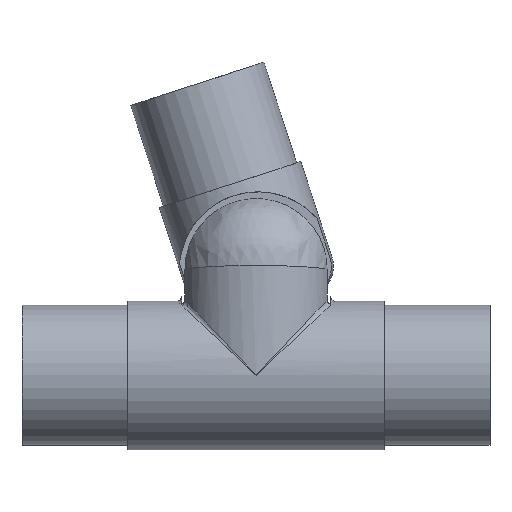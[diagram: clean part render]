
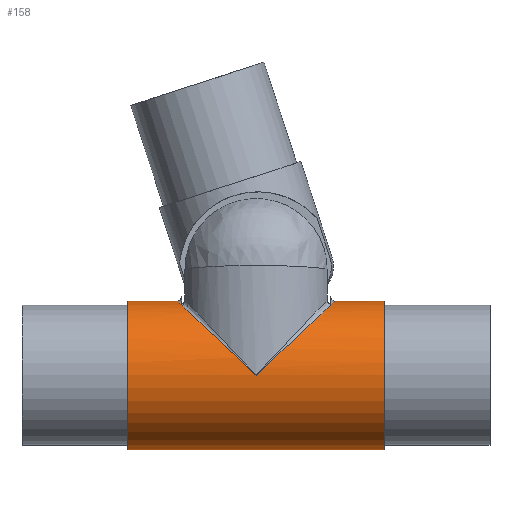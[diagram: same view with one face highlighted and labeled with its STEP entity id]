
A CAD part, front view. The second image highlights one B-rep face of the part: STEP entity #158.
In plain terms, the highlighted cylindrical face has radius 16.85 mm (diameter 33.7 mm), a full revolution.
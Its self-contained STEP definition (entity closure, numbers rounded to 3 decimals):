
#87=FACE_BOUND('',#256,.T.);
#88=FACE_BOUND('',#257,.T.);
#89=FACE_BOUND('',#258,.T.);
#129=CIRCLE('',#870,16.85);
#130=CIRCLE('',#871,16.85);
#158=ADVANCED_FACE('',(#87,#88,#89),#209,.T.);
#209=CYLINDRICAL_SURFACE('',#874,16.85);
#256=EDGE_LOOP('',(#457));
#257=EDGE_LOOP('',(#458));
#258=EDGE_LOOP('',(#459,#460));
#457=ORIENTED_EDGE('',*,*,#753,.T.);
#458=ORIENTED_EDGE('',*,*,#754,.T.);
#459=ORIENTED_EDGE('',*,*,#755,.T.);
#460=ORIENTED_EDGE('',*,*,#756,.T.);
#669=VERTEX_POINT('',#1172);
#675=VERTEX_POINT('',#1219);
#676=VERTEX_POINT('',#1221);
#677=VERTEX_POINT('',#1223);
#753=EDGE_CURVE('',#675,#675,#129,.T.);
#754=EDGE_CURVE('',#676,#676,#130,.T.);
#755=EDGE_CURVE('',#669,#677,#859,.T.);
#756=EDGE_CURVE('',#677,#669,#860,.T.);
#859=ELLIPSE('',#872,24.547,16.85);
#860=ELLIPSE('',#873,24.547,16.85);
#870=AXIS2_PLACEMENT_3D('',#1218,#963,#964);
#871=AXIS2_PLACEMENT_3D('',#1220,#965,#966);
#872=AXIS2_PLACEMENT_3D('',#1222,#967,#968);
#873=AXIS2_PLACEMENT_3D('',#1224,#969,#970);
#874=AXIS2_PLACEMENT_3D('',#1225,#971,#972);
#963=DIRECTION('',(-1.,0.,0.));
#964=DIRECTION('',(0.,0.,-1.));
#965=DIRECTION('',(1.,0.,0.));
#966=DIRECTION('',(0.,0.,-1.));
#967=DIRECTION('',(0.686,0.,-0.727));
#968=DIRECTION('',(0.727,0.,0.686));
#969=DIRECTION('',(-0.686,0.,-0.727));
#970=DIRECTION('',(-0.727,0.,0.686));
#971=DIRECTION('',(1.,0.,0.));
#972=DIRECTION('',(0.,0.,-1.));
#1172=CARTESIAN_POINT('',(29.,16.85,0.));
#1218=CARTESIAN_POINT('',(58.,0.,0.));
#1219=CARTESIAN_POINT('',(58.,0.,-16.85));
#1220=CARTESIAN_POINT('',(0.,0.,0.));
#1221=CARTESIAN_POINT('',(0.,0.,-16.85));
#1222=CARTESIAN_POINT('',(29.,0.,0.));
#1223=CARTESIAN_POINT('',(29.,-16.85,0.));
#1224=CARTESIAN_POINT('',(29.,0.,0.));
#1225=CARTESIAN_POINT('',(0.,0.,0.));
